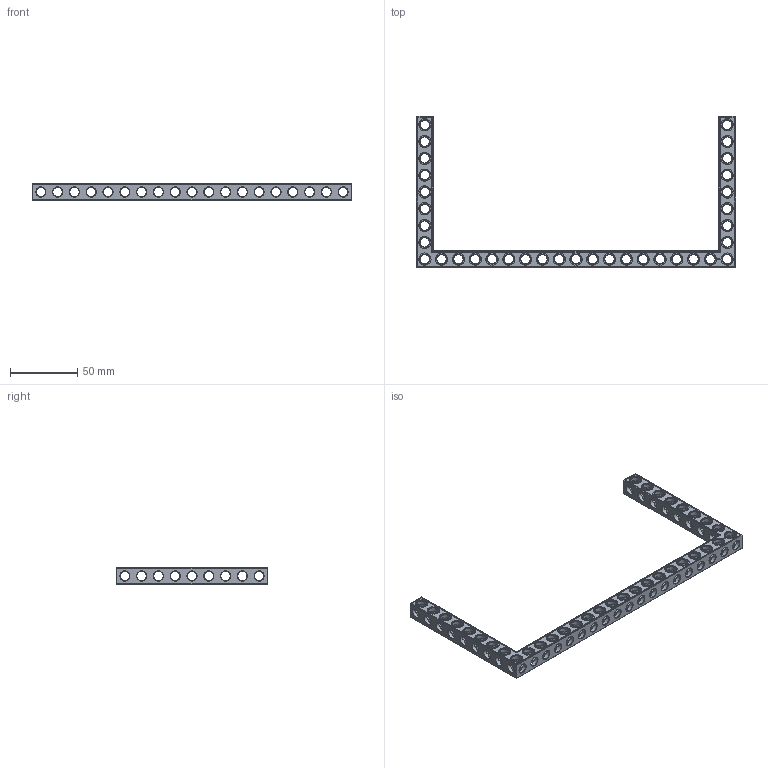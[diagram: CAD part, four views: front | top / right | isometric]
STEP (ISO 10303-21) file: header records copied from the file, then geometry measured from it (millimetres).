
FILE_DESCRIPTION(('FreeCAD Model'),'2;1');
FILE_NAME('Open CASCADE Shape Model','2022-03-06T23:17:33',('Author'),( ''),'Open CASCADE STEP processor 7.5','FreeCAD','Unknown');
FILE_SCHEMA(('AUTOMOTIVE_DESIGN { 1 0 10303 214 1 1 1 1 }'));
Products named in the file (1): Beam AGD ESS USH SYM BU19x09x01 - SPN-BEM-0620 (stemfie.org)
Bounding box: 237.5 x 112.5 x 12.5 mm (x, y, z)
Volume: 34190.3 mm3; surface area: 30554.5 mm2
Topology: 1 solids, 1 shells, 929 faces, 2837 edges, 1839 vertices
Faces by surface type: plane 400, cylinder 211, extrusion 176, cone 142
Full cylindrical faces by diameter (mm): 6.98 x20, 7 x156, 9.2 x35
Entity records: 157556 total; most frequent: CARTESIAN_POINT 104605, DIRECTION 8609, ORIENTED_EDGE 5674, PCURVE 5674, DEFINITIONAL_REPRESENTATION 5674, VECTOR 5302, LINE 5126, EDGE_CURVE 2837
